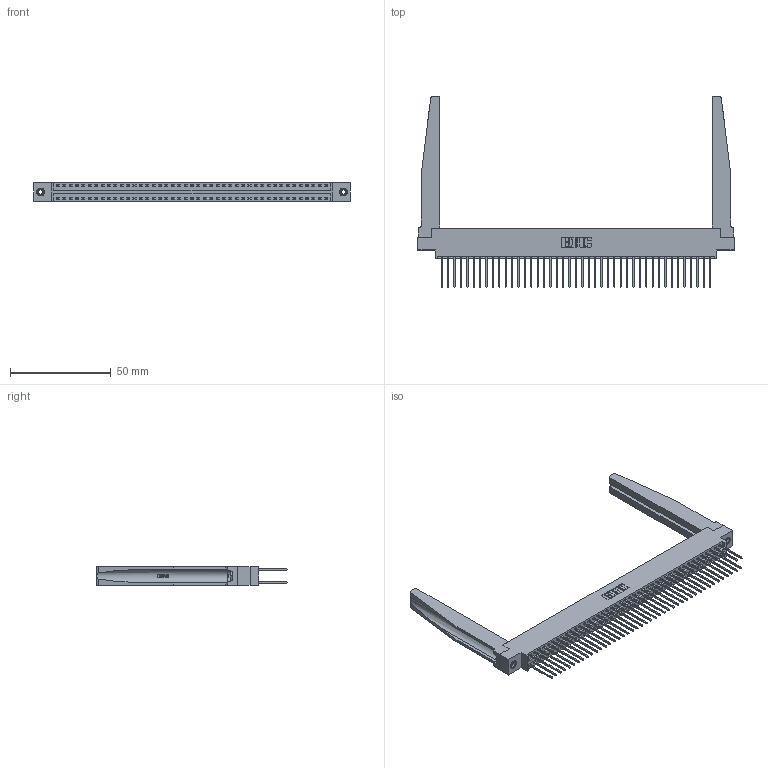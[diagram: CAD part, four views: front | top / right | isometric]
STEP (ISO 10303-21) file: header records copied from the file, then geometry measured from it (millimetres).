
FILE_DESCRIPTION (( 'STEP AP203' ), '1' );
FILE_NAME ('396-086-540-878.STEP', '2019-11-02T14:48:27', ( '' ), ( '' ), 'SwSTEP 2.0', 'SolidWorks 2016', '' );
FILE_SCHEMA (( 'CONFIG_CONTROL_DESIGN' ));
Length unit declared in the file: inch
Products named in the file (5): 346 Part_0.170 Offset - 0.156 Dia-TH; 345-292-001_345-293-140; 346-220-078_345-220-078; 345-250-001_345-250-001-102; 396-086-540-878
Assembly tree (91 placements, depth 2):
  396-086-540-878
    346 Part_0.170 Offset - 0.156 Dia-TH
    345-292-001_345-293-140  x86
    346-220-078_345-220-078  x2
    345-250-001_345-250-001-102  x2
Bounding box: 157.1 x 94.74 x 9.4 mm (x, y, z)
Volume: 22407.1 mm3; surface area: 29578.4 mm2
Topology: 91 solids, 91 shells, 4832 faces, 14279 edges, 9394 vertices
Faces by surface type: plane 3232, cylinder 1548, bspline 36, cone 12, torus 4
Entity records: 32826 total; most frequent: CARTESIAN_POINT 6347, ORIENTED_EDGE 5170, DIRECTION 4631, EDGE_CURVE 2585, LINE 2187, VECTOR 2187, VERTEX_POINT 1716, AXIS2_PLACEMENT_3D 1222
